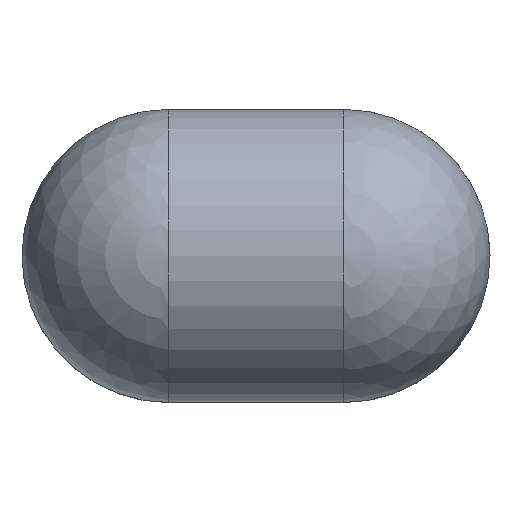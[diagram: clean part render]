
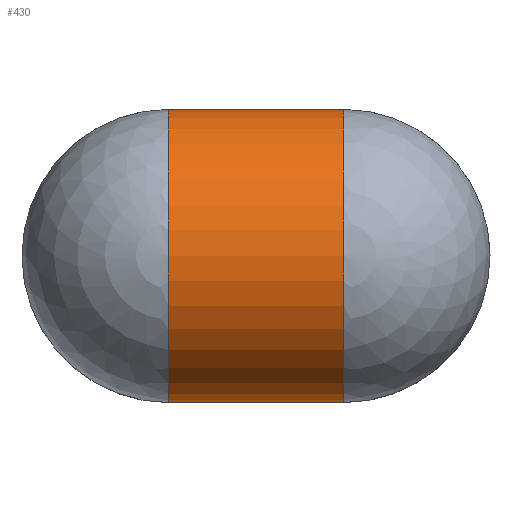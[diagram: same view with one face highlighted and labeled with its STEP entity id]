
A CAD part, top view. The second image highlights one B-rep face of the part: STEP entity #430.
In plain terms, the highlighted cylindrical face has radius 1.59 mm (diameter 3.18 mm), a partial arc.
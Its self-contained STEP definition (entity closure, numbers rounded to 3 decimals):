
#35=LINE($,#692,#53);
#36=LINE($,#695,#54);
#53=VECTOR($,#554,1.9);
#54=VECTOR($,#557,1.9);
#104=FACE_OUTER_BOUND($,#140,.T.);
#140=EDGE_LOOP($,(#311,#312,#313,#314));
#177=CIRCLE($,#480,1.59);
#178=CIRCLE($,#481,1.59);
#207=VERTEX_POINT($,#688);
#208=VERTEX_POINT($,#689);
#209=VERTEX_POINT($,#691);
#210=VERTEX_POINT($,#693);
#246=EDGE_CURVE($,#209,#207,#35,.T.);
#248=EDGE_CURVE($,#208,#210,#36,.T.);
#249=EDGE_CURVE($,#207,#208,#177,.T.);
#250=EDGE_CURVE($,#210,#209,#178,.T.);
#311=ORIENTED_EDGE($,*,*,#249,.T.);
#312=ORIENTED_EDGE($,*,*,#248,.T.);
#313=ORIENTED_EDGE($,*,*,#250,.T.);
#314=ORIENTED_EDGE($,*,*,#246,.T.);
#417=CYLINDRICAL_SURFACE($,#479,1.59);
#430=ADVANCED_FACE($,(#104),#417,.T.);
#479=AXIS2_PLACEMENT_3D($,#696,#558,#559);
#480=AXIS2_PLACEMENT_3D($,#697,#560,#561);
#481=AXIS2_PLACEMENT_3D($,#698,#562,#563);
#554=DIRECTION($,(-1.,0.,0.));
#557=DIRECTION($,(1.,0.,0.));
#558=DIRECTION('center_axis',(1.,0.,0.));
#559=DIRECTION('ref_axis',(0.,0.707,0.707));
#560=DIRECTION('center_axis',(1.,0.,0.));
#561=DIRECTION('ref_axis',(0.,0.,1.));
#562=DIRECTION('center_axis',(-1.,0.,0.));
#563=DIRECTION('ref_axis',(0.,0.,1.));
#688=CARTESIAN_POINT('',(-0.95,1.59,5.01));
#689=CARTESIAN_POINT('',(-0.95,-1.59,5.01));
#691=CARTESIAN_POINT('',(0.95,1.59,5.01));
#692=CARTESIAN_POINT($,(-0.475,1.59,5.01));
#693=CARTESIAN_POINT('',(0.95,-1.59,5.01));
#695=CARTESIAN_POINT($,(0.475,-1.59,5.01));
#696=CARTESIAN_POINT('Origin',(-0.475,0.,
5.01));
#697=CARTESIAN_POINT('Origin',(-0.95,0.,5.01));
#698=CARTESIAN_POINT('Origin',(0.95,0.,
5.01));
